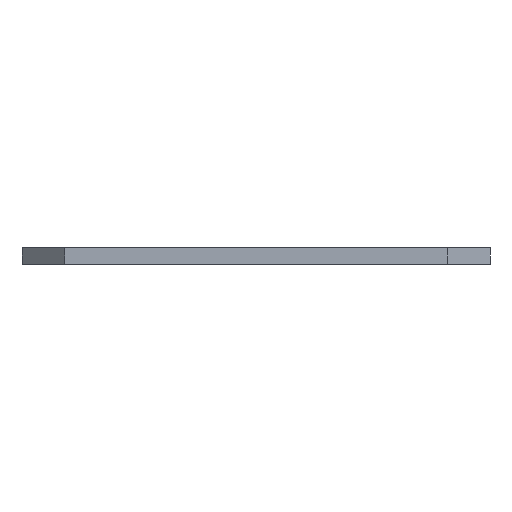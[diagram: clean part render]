
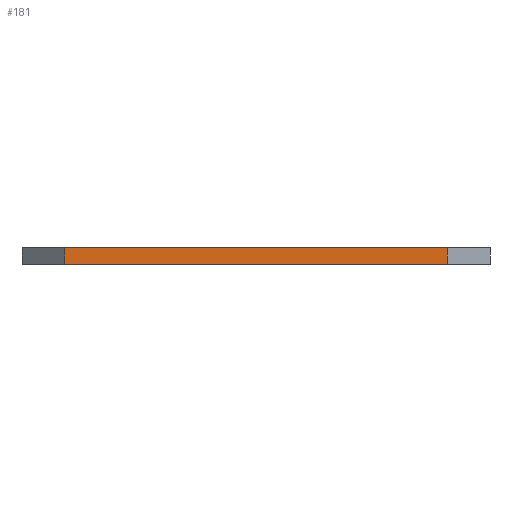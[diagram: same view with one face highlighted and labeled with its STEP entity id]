
A CAD part, front view. The second image highlights one B-rep face of the part: STEP entity #181.
In plain terms, the highlighted planar face has unit normal (0, -1, 0).
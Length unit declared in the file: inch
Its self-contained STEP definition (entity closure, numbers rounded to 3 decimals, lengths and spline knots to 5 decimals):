
#20 = DIRECTION ( 'NONE',  ( 0., 0., -1. ) ) ;
#35 = VERTEX_POINT ( 'NONE', #797 ) ;
#44 = CARTESIAN_POINT ( 'NONE',  ( 0., -0.5, 0.04921 ) ) ;
#102 = FACE_OUTER_BOUND ( 'NONE', #257, .T. ) ;
#140 = VECTOR ( 'NONE', #1079, 39.37008 ) ;
#162 = VERTEX_POINT ( 'NONE', #198 ) ;
#167 = ORIENTED_EDGE ( 'NONE', *, *, #591, .T. ) ;
#181 = ADVANCED_FACE ( 'NONE', ( #102 ), #473, .F. ) ;
#191 = LINE ( 'NONE', #544, #919 ) ;
#198 = CARTESIAN_POINT ( 'NONE',  ( 0.25, -0.5, 0.04921 ) ) ;
#209 = EDGE_CURVE ( 'NONE', #851, #369, #725, .T. ) ;
#257 = EDGE_LOOP ( 'NONE', ( #574, #167, #562, #611 ) ) ;
#365 = EDGE_CURVE ( 'NONE', #35, #162, #615, .T. ) ;
#369 = VERTEX_POINT ( 'NONE', #524 ) ;
#371 = LINE ( 'NONE', #828, #1012 ) ;
#473 = PLANE ( 'NONE',  #598 ) ;
#477 = DIRECTION ( 'NONE',  ( 0., 0., -1. ) ) ;
#516 = EDGE_CURVE ( 'NONE', #162, #369, #371, .T. ) ;
#524 = CARTESIAN_POINT ( 'NONE',  ( 0.25, -0.5, -0.04921 ) ) ;
#544 = CARTESIAN_POINT ( 'NONE',  ( -1.99, -0.5, -0.04921 ) ) ;
#551 = DIRECTION ( 'NONE',  ( 0., 1., 0. ) ) ;
#562 = ORIENTED_EDGE ( 'NONE', *, *, #209, .T. ) ;
#574 = ORIENTED_EDGE ( 'NONE', *, *, #365, .F. ) ;
#591 = EDGE_CURVE ( 'NONE', #35, #851, #191, .T. ) ;
#598 = AXIS2_PLACEMENT_3D ( 'NONE', #44, #551, #628 ) ;
#611 = ORIENTED_EDGE ( 'NONE', *, *, #516, .F. ) ;
#615 = LINE ( 'NONE', #689, #845 ) ;
#628 = DIRECTION ( 'NONE',  ( 0., 0., 1. ) ) ;
#689 = CARTESIAN_POINT ( 'NONE',  ( 0., -0.5, 0.04921 ) ) ;
#692 = CARTESIAN_POINT ( 'NONE',  ( -1.99, -0.5, -0.04921 ) ) ;
#725 = LINE ( 'NONE', #910, #140 ) ;
#797 = CARTESIAN_POINT ( 'NONE',  ( -1.99, -0.5, 0.04921 ) ) ;
#828 = CARTESIAN_POINT ( 'NONE',  ( 0.25, -0.5, 0.04921 ) ) ;
#845 = VECTOR ( 'NONE', #1061, 39.37008 ) ;
#851 = VERTEX_POINT ( 'NONE', #692 ) ;
#910 = CARTESIAN_POINT ( 'NONE',  ( 0., -0.5, -0.04921 ) ) ;
#919 = VECTOR ( 'NONE', #477, 39.37008 ) ;
#1012 = VECTOR ( 'NONE', #20, 39.37008 ) ;
#1061 = DIRECTION ( 'NONE',  ( 1., 0., 0. ) ) ;
#1079 = DIRECTION ( 'NONE',  ( 1., 0., 0. ) ) ;
